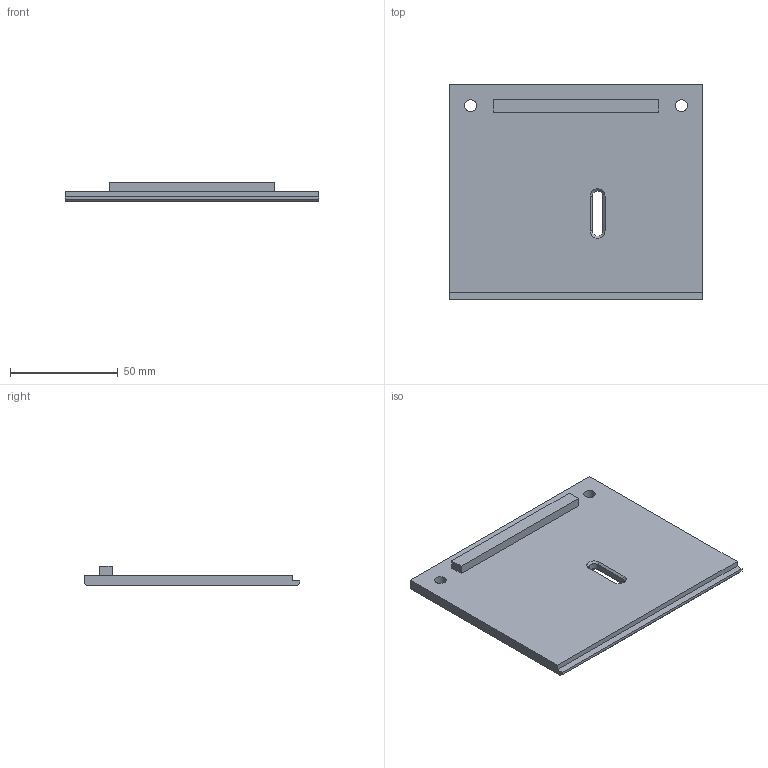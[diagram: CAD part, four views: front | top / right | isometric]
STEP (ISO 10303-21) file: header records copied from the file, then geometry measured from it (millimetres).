
FILE_DESCRIPTION(('FreeCAD Model'),'2;1');
FILE_NAME('Open CASCADE Shape Model','2025-06-03T20:00:41',('FreeCAD'),( 'FreeCAD'),'Open CASCADE STEP processor 7.7','FreeCAD','Unknown');
FILE_SCHEMA(('AUTOMOTIVE_DESIGN { 1 0 10303 214 1 1 1 1 }'));
Length unit declared in the file: millimetre
Products named in the file (1): Open CASCADE STEP translator 7.7 29
Bounding box: 117.83 x 100 x 8.95 mm (x, y, z)
Volume: 55912.8 mm3; surface area: 26379 mm2
Topology: 1 solids, 1 shells, 35 faces, 79 edges, 50 vertices
Faces by surface type: plane 24, cylinder 7, cone 4
Full cylindrical faces by diameter (mm): 4.25 x3, 5.5 x2
Entity records: 989 total; most frequent: DIRECTION 169, CARTESIAN_POINT 165, ORIENTED_EDGE 158, EDGE_CURVE 79, LINE 61, VECTOR 61, AXIS2_PLACEMENT_3D 54, VERTEX_POINT 50
